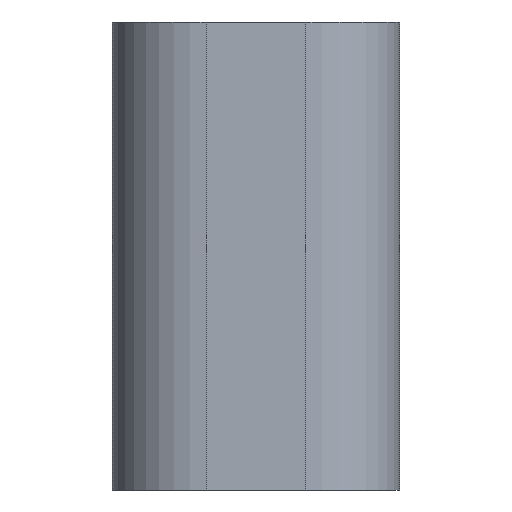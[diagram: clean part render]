
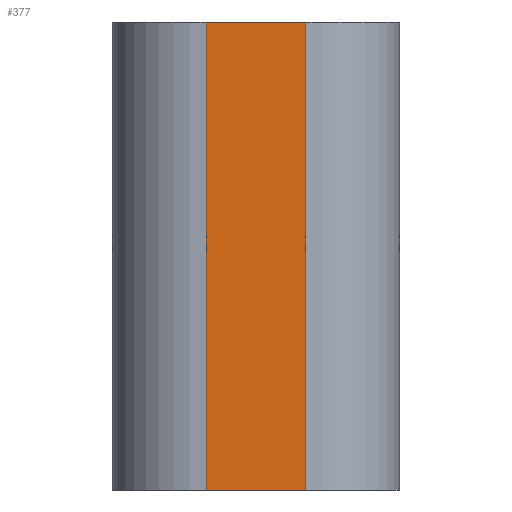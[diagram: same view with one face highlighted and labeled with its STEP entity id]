
A CAD part, left-side view. The second image highlights one B-rep face of the part: STEP entity #377.
In plain terms, the highlighted planar face has unit normal (-1, 0, 0).
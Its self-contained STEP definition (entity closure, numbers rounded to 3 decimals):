
#80 = CARTESIAN_POINT ( 'NONE',  ( -32.5, 2.5, 15. ) ) ;
#108 = DIRECTION ( 'NONE',  ( 0., 0., -1. ) ) ;
#124 = DIRECTION ( 'NONE',  ( 0., 1., 0. ) ) ;
#146 = DIRECTION ( 'NONE',  ( 0., 0., -1. ) ) ;
#189 = ORIENTED_EDGE ( 'NONE', *, *, #1707, .F. ) ;
#192 = CARTESIAN_POINT ( 'NONE',  ( -32.5, 5.7, 15. ) ) ;
#233 = LINE ( 'NONE', #2061, #333 ) ;
#237 = CARTESIAN_POINT ( 'NONE',  ( -32.5, 5.7, 0. ) ) ;
#265 = LINE ( 'NONE', #80, #325 ) ;
#325 = VECTOR ( 'NONE', #124, 1000. ) ;
#333 = VECTOR ( 'NONE', #108, 1000. ) ;
#350 = EDGE_LOOP ( 'NONE', ( #189, #1582, #1574, #2051 ) ) ;
#377 = ADVANCED_FACE ( 'NONE', ( #2513 ), #2986, .T. ) ;
#395 = VECTOR ( 'NONE', #706, 1000. ) ;
#405 = VECTOR ( 'NONE', #146, 1000. ) ;
#454 = VERTEX_POINT ( 'NONE', #237 ) ;
#706 = DIRECTION ( 'NONE',  ( 0., 1., 0. ) ) ;
#721 = CARTESIAN_POINT ( 'NONE',  ( -32.5, 2.5, 0. ) ) ;
#771 = VERTEX_POINT ( 'NONE', #1928 ) ;
#836 = CARTESIAN_POINT ( 'NONE',  ( -32.5, 2.5, 15. ) ) ;
#902 = AXIS2_PLACEMENT_3D ( 'NONE', #836, #2407, #2301 ) ;
#1297 = CARTESIAN_POINT ( 'NONE',  ( -32.5, 2.5, 0. ) ) ;
#1507 = VERTEX_POINT ( 'NONE', #1297 ) ;
#1574 = ORIENTED_EDGE ( 'NONE', *, *, #2009, .T. ) ;
#1582 = ORIENTED_EDGE ( 'NONE', *, *, #2000, .F. ) ;
#1707 = EDGE_CURVE ( 'NONE', #1507, #454, #1720, .T. ) ;
#1720 = LINE ( 'NONE', #721, #395 ) ;
#1928 = CARTESIAN_POINT ( 'NONE',  ( -32.5, 2.5, 15. ) ) ;
#1986 = EDGE_CURVE ( 'NONE', #2914, #454, #2215, .T. ) ;
#2000 = EDGE_CURVE ( 'NONE', #771, #1507, #233, .T. ) ;
#2009 = EDGE_CURVE ( 'NONE', #771, #2914, #265, .T. ) ;
#2051 = ORIENTED_EDGE ( 'NONE', *, *, #1986, .T. ) ;
#2061 = CARTESIAN_POINT ( 'NONE',  ( -32.5, 2.5, 15. ) ) ;
#2113 = CARTESIAN_POINT ( 'NONE',  ( -32.5, 5.7, 15. ) ) ;
#2215 = LINE ( 'NONE', #192, #405 ) ;
#2301 = DIRECTION ( 'NONE',  ( 0., 0., 1. ) ) ;
#2407 = DIRECTION ( 'NONE',  ( -1., 0., 0. ) ) ;
#2513 = FACE_OUTER_BOUND ( 'NONE', #350, .T. ) ;
#2914 = VERTEX_POINT ( 'NONE', #2113 ) ;
#2986 = PLANE ( 'NONE',  #902 ) ;
